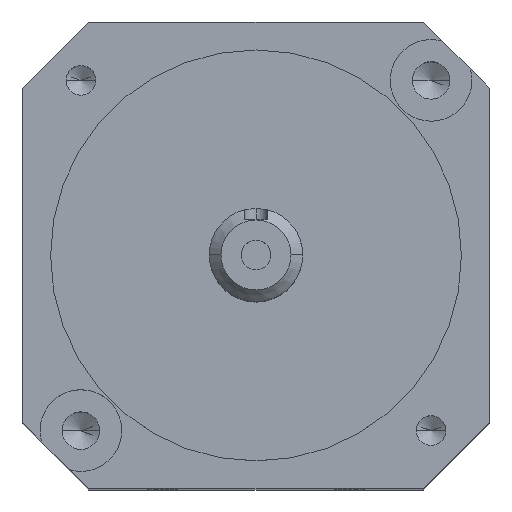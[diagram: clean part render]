
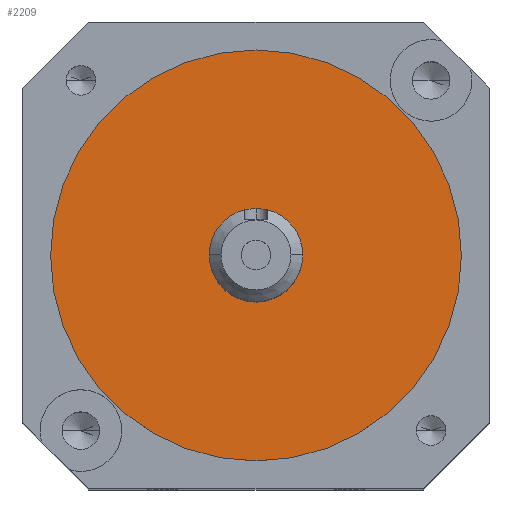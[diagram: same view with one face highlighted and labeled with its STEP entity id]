
A CAD part, top view. The second image highlights one B-rep face of the part: STEP entity #2209.
In plain terms, the highlighted planar face has unit normal (0, 0, 1).
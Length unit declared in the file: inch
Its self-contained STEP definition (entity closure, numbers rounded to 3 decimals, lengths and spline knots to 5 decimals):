
#40 = FACE_BOUND ( 'NONE', #2387, .T. ) ;
#73 = CIRCLE ( 'NONE', #2784, 1.1 ) ;
#86 = ORIENTED_EDGE ( 'NONE', *, *, #458, .T. ) ;
#91 = VERTEX_POINT ( 'NONE', #865 ) ;
#153 = CARTESIAN_POINT ( 'NONE',  ( -1.1, 0., 0. ) ) ;
#194 = DIRECTION ( 'NONE',  ( 0., 0., 1. ) ) ;
#333 = CARTESIAN_POINT ( 'NONE',  ( 1.1, 0., 0. ) ) ;
#396 = ORIENTED_EDGE ( 'NONE', *, *, #433, .T. ) ;
#433 = EDGE_CURVE ( 'NONE', #653, #2657, #2959, .T. ) ;
#458 = EDGE_CURVE ( 'NONE', #2657, #653, #73, .T. ) ;
#480 = EDGE_CURVE ( 'NONE', #904, #91, #1259, .T. ) ;
#561 = CARTESIAN_POINT ( 'NONE',  ( 0., 0., 0. ) ) ;
#617 = CARTESIAN_POINT ( 'NONE',  ( 0., 0., 0. ) ) ;
#625 = DIRECTION ( 'NONE',  ( 0., 0., 1. ) ) ;
#650 = DIRECTION ( 'NONE',  ( 1., 0., 0. ) ) ;
#653 = VERTEX_POINT ( 'NONE', #333 ) ;
#683 = ORIENTED_EDGE ( 'NONE', *, *, #480, .F. ) ;
#762 = FACE_OUTER_BOUND ( 'NONE', #1335, .T. ) ;
#861 = DIRECTION ( 'NONE',  ( -1., 0., 0. ) ) ;
#865 = CARTESIAN_POINT ( 'NONE',  ( 0.25, 0., 0. ) ) ;
#904 = VERTEX_POINT ( 'NONE', #1933 ) ;
#1259 = CIRCLE ( 'NONE', #2644, 0.25 ) ;
#1270 = DIRECTION ( 'NONE',  ( -1., 0., 0. ) ) ;
#1274 = DIRECTION ( 'NONE',  ( 0., 0., -1. ) ) ;
#1276 = CARTESIAN_POINT ( 'NONE',  ( 0., 0., 0. ) ) ;
#1318 = CIRCLE ( 'NONE', #2696, 0.25 ) ;
#1335 = EDGE_LOOP ( 'NONE', ( #396, #86 ) ) ;
#1368 = AXIS2_PLACEMENT_3D ( 'NONE', #1276, #1274, #1270 ) ;
#1460 = PLANE ( 'NONE',  #1368 ) ;
#1479 = CARTESIAN_POINT ( 'NONE',  ( 0., 0., 0. ) ) ;
#1600 = DIRECTION ( 'NONE',  ( 1., 0., 0. ) ) ;
#1726 = DIRECTION ( 'NONE',  ( 0., 0., 1. ) ) ;
#1866 = EDGE_CURVE ( 'NONE', #91, #904, #1318, .T. ) ;
#1933 = CARTESIAN_POINT ( 'NONE',  ( -0.25, 0., 0. ) ) ;
#2209 = ADVANCED_FACE ( 'NONE', ( #762, #40 ), #1460, .F. ) ;
#2350 = ORIENTED_EDGE ( 'NONE', *, *, #1866, .F. ) ;
#2387 = EDGE_LOOP ( 'NONE', ( #683, #2350 ) ) ;
#2514 = DIRECTION ( 'NONE',  ( -1., 0., 0. ) ) ;
#2515 = DIRECTION ( 'NONE',  ( 0., 0., 1. ) ) ;
#2521 = CARTESIAN_POINT ( 'NONE',  ( 0., 0., 0. ) ) ;
#2644 = AXIS2_PLACEMENT_3D ( 'NONE', #617, #1726, #861 ) ;
#2657 = VERTEX_POINT ( 'NONE', #153 ) ;
#2696 = AXIS2_PLACEMENT_3D ( 'NONE', #2521, #2515, #2514 ) ;
#2784 = AXIS2_PLACEMENT_3D ( 'NONE', #1479, #625, #650 ) ;
#2840 = AXIS2_PLACEMENT_3D ( 'NONE', #561, #194, #1600 ) ;
#2959 = CIRCLE ( 'NONE', #2840, 1.1 ) ;
